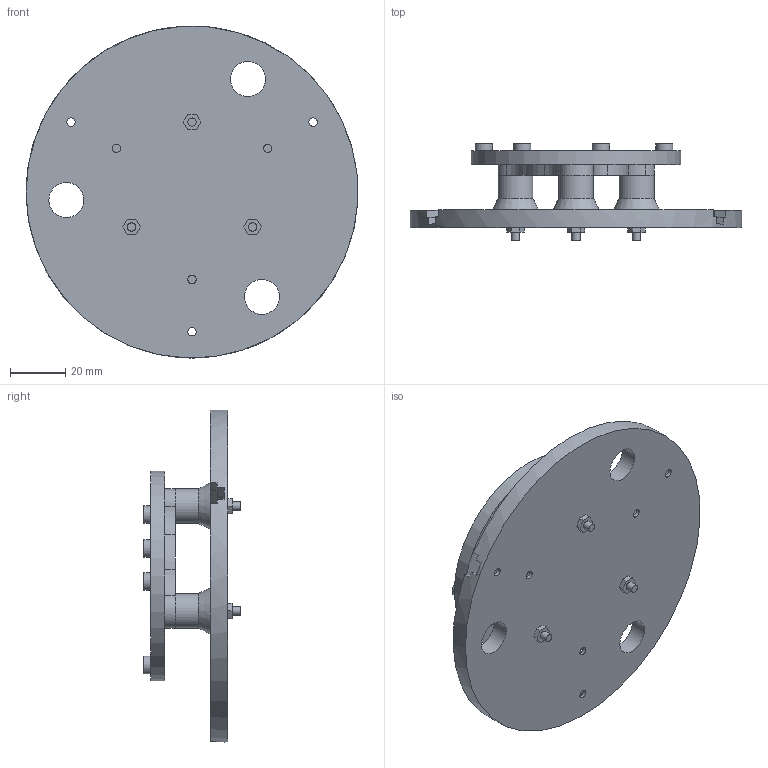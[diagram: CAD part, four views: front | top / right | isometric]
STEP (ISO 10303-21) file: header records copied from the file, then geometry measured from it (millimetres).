
FILE_DESCRIPTION(/* description */ (''),/* implementation_level */ '2;1');
FILE_NAME(/* name */ 'Main Body with Arduino and Gyro Mounts.iam.stp',/* time_stamp */ '2014-02-16T09:51:14-05:00',/* author */ ('Spooner'),/* organization */ (''),/* preprocessor_version */ 'ST-DEVELOPER v15.2',/* originating_system */ 'Autodesk Inventor 2014',/* authorisation */ '');
FILE_SCHEMA (('AUTOMOTIVE_DESIGN { 1 0 10303 214 3 1 1 }'));
Length unit declared in the file: inch
Products named in the file (7): Arduino Mount; Body; Gyro Mount; Offset; JIS B 1111 - M3x30(1); JIS B 1181 - B M3; Main Body with Arduino and Gyro Mounts
Bounding box: 120.61 x 35.08 x 120.64 mm (x, y, z)
Volume: 92319.6 mm3; surface area: 44539.3 mm2
Topology: 12 solids, 12 shells, 243 faces, 612 edges, 404 vertices
Faces by surface type: plane 127, cylinder 83, cone 27, bspline 3, torus 3
Full cylindrical faces by diameter (mm): 2.459 x3, 2.5 x3, 3 x3, 3.048 x21, 3.429 x3, 6.096 x3, 6.35 x4, 12.7 x6, 38.1 x1, 76.2 x1, 120.65 x1
Entity records: 5092 total; most frequent: CARTESIAN_POINT 926, DIRECTION 872, ORIENTED_EDGE 736, EDGE_CURVE 368, AXIS2_PLACEMENT_3D 347, VERTEX_POINT 273, EDGE_LOOP 271, LINE 178
